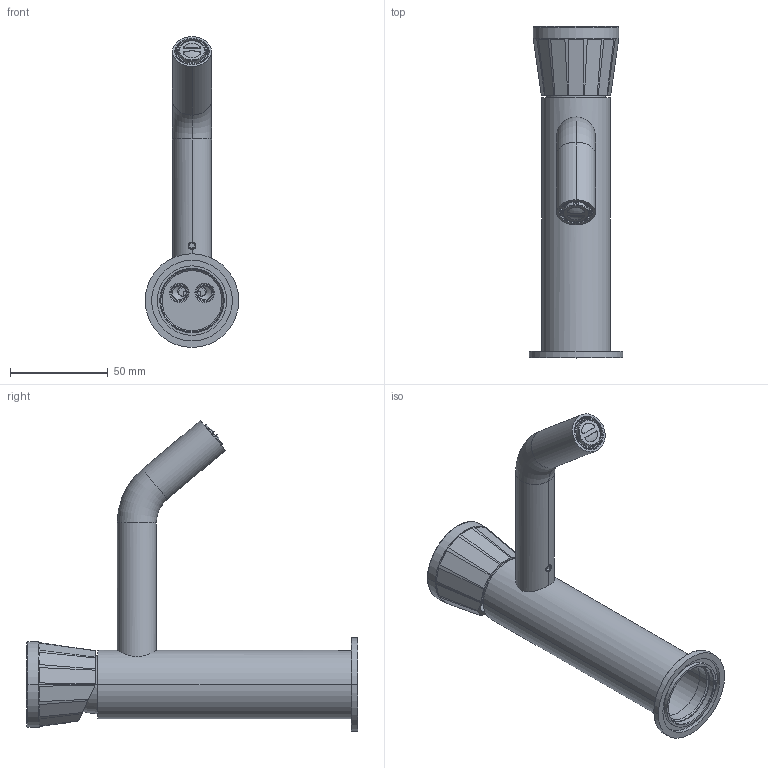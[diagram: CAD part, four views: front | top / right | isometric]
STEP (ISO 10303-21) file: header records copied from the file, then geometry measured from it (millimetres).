
FILE_DESCRIPTION((''),'2;1');
FILE_NAME('OIELLT001RO_ASM','2025-10-16T14:54:57',('Administrator'),(''),'CREO PARAMETRIC BY PTC INC, 2024493','CREO PARAMETRIC BY PTC INC, 2024493','');
FILE_SCHEMA(('CONFIG_CONTROL_DESIGN','SHAPE_APPEARANCE_LAYERS_GROUPS'));
Length unit declared in the file: millimetre
Products named in the file (10): OIBR00322; OIBR00605; OICT00087; OIVT00002; OIAR00046; OIBR00070; OIBR00947; OIVT00003; OIAQ00013; OIELLT001RO_ASM
Assembly tree (9 placements, depth 2):
  OIELLT001RO_ASM
    OIBR00322
    OIBR00605
    OICT00087
    OIVT00002
    OIAR00046
    OIBR00070
    OIBR00947
    OIVT00003
    OIAQ00013
Bounding box: 48 x 170.18 x 159.37 mm (x, y, z)
Volume: 90904.9 mm3; surface area: 62603.7 mm2
Topology: 10 solids, 19 shells, 985 faces, 2707 edges, 1753 vertices
Faces by surface type: plane 571, cylinder 184, cone 103, torus 91, bspline 26, sphere 10
Entity records: 51297 total; most frequent: CARTESIAN_POINT 13322, ORIENTED_EDGE 5354, DIRECTION 4591, PRESENTATION_STYLE_ASSIGNMENT 3450, STYLED_ITEM 2823, EDGE_CURVE 2695, CURVE_STYLE 2607, VERTEX_POINT 1753
